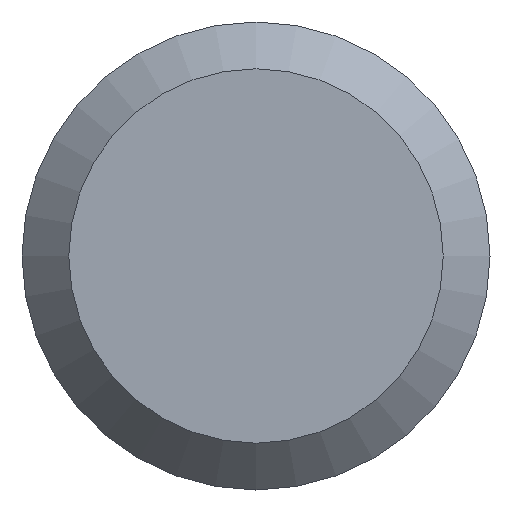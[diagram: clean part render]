
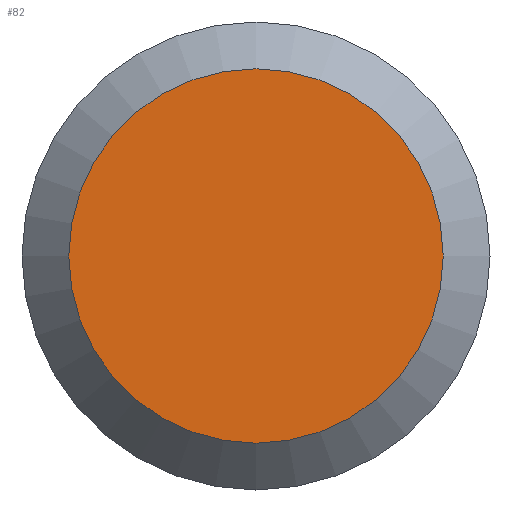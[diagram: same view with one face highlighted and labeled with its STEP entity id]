
A CAD part, left-side view. The second image highlights one B-rep face of the part: STEP entity #82.
In plain terms, the highlighted planar face has unit normal (-1, 0, 0).
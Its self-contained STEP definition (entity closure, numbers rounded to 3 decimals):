
#13 = CARTESIAN_POINT ( 'NONE',  ( 0., 3.3, 0. ) ) ;
#28 = DIRECTION ( 'NONE',  ( 1., 0., 0. ) ) ;
#29 = AXIS2_PLACEMENT_3D ( 'NONE', #65, #105, #77 ) ;
#33 = AXIS2_PLACEMENT_3D ( 'NONE', #13, #28, #131 ) ;
#38 = PLANE ( 'NONE',  #33 ) ;
#48 = EDGE_LOOP ( 'NONE', ( #120 ) ) ;
#54 = EDGE_CURVE ( 'NONE', #172, #172, #73, .T. ) ;
#65 = CARTESIAN_POINT ( 'NONE',  ( 0., 0., 0. ) ) ;
#73 = CIRCLE ( 'NONE', #29, 2.64 ) ;
#77 = DIRECTION ( 'NONE',  ( 0., 0., -1. ) ) ;
#82 = ADVANCED_FACE ( 'NONE', ( #186 ), #38, .F. ) ;
#105 = DIRECTION ( 'NONE',  ( -1., 0., 0. ) ) ;
#120 = ORIENTED_EDGE ( 'NONE', *, *, #54, .T. ) ;
#131 = DIRECTION ( 'NONE',  ( 0., 0., -1. ) ) ;
#172 = VERTEX_POINT ( 'NONE', #197 ) ;
#186 = FACE_OUTER_BOUND ( 'NONE', #48, .T. ) ;
#197 = CARTESIAN_POINT ( 'NONE',  ( 0., 0., -2.64 ) ) ;
